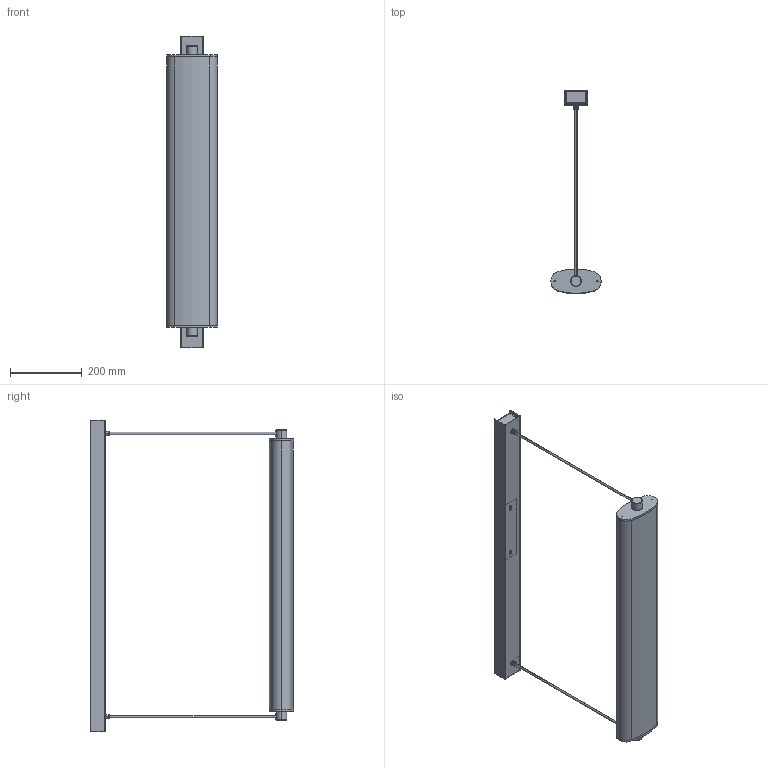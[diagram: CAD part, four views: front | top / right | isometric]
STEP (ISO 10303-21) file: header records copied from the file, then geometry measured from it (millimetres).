
FILE_DESCRIPTION (( 'STEP AP214' ), '1' );
FILE_NAME ('EX_TR_SOSP_800.STEP', '2023-02-21T07:14:40', ( '' ), ( '' ), 'SwSTEP 2.0', 'SolidWorks 2014', '' );
FILE_SCHEMA (( 'AUTOMOTIVE_DESIGN' ));
Length unit declared in the file: millimetre
Products named in the file (71): LED_EA_STF128_24_9.6W; vite_tsp_TCroce_m4x6; DRIVER_EAGLERISE_45W_DIMM; 060PXL_005; TU_VR_024; vite tc m4x8 croce; TU_VR_003_6mm; grano EI M3x4; 060PXL_001; 060PXL_002; grano EI M4x8; TU_VR_020; CAVO_ALIM+CAVO_L2300; BLOCCACAVO STEAB ART 5100-7-11; 060PM_002; 060PXL_003; 048PXS_003.SLDDRW; 060PM_003; 060PM_004; dado M10_basso; EX_TR_SOSP_800; grano EI M4x4_PUNTA_CONICA
Assembly tree (49 placements, depth 2):
  060PXL_005
  vite tc m4x8 croce
  LED_EA_STF128_24_9.6W
  LED_EA_STF128_24_9.6W
  vite tc m4x8 croce
Bounding box: 140 x 565.99 x 867.5 mm (x, y, z)
Volume: 1855399.3 mm3; surface area: 1128149.4 mm2
Topology: 49 solids, 49 shells, 1587 faces, 3756 edges, 2400 vertices
Faces by surface type: plane 1085, cylinder 305, cone 100, torus 58, bspline 35, sphere 4
Entity records: 23715 total; most frequent: CARTESIAN_POINT 6588, DIRECTION 3281, ORIENTED_EDGE 3156, EDGE_CURVE 1578, AXIS2_PLACEMENT_3D 1158, VERTEX_POINT 993, VECTOR 965, LINE 965
